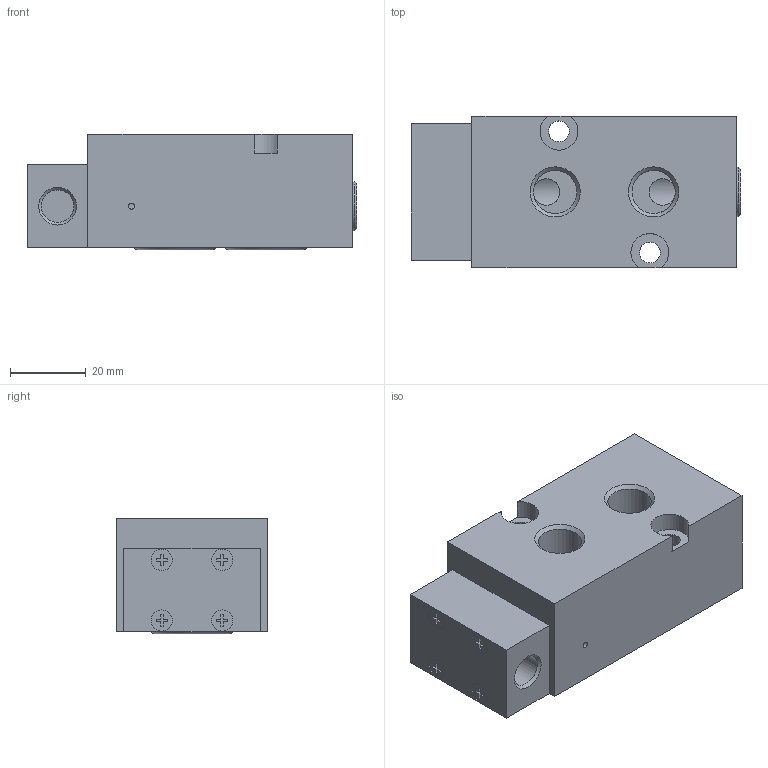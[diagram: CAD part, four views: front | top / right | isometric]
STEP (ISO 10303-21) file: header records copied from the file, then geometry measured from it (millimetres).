
FILE_DESCRIPTION(/* description */ ('Unknown'),/* implementation_level */ '2;1');
FILE_NAME(/* name */ 'PN 411 721',/* time_stamp */ '2017-09-15T14:37:59+02:00',/* author */ ('Unknown'),/* organization */ ('Unknown'),/* preprocessor_version */ 'ST-DEVELOPER v16.7',/* originating_system */ 'DEX',/* authorisation */ $);
FILE_SCHEMA (('AUTOMOTIVE_DESIGN {1 0 10303 214 3 1 1}'));
Length unit declared in the file: millimetre
Products named in the file (2): PN 411 721
Assembly tree (1 placements, depth 2):
  PN 411 721
    PN 411 721
Bounding box: 87 x 40 x 30.5 mm (x, y, z)
Volume: 601.4 mm3; surface area: 20765.8 mm2
Topology: 2 solids, 6 shells, 104 faces, 283 edges, 192 vertices
Faces by surface type: plane 75, cylinder 23, cone 4, torus 2
Full cylindrical faces by diameter (mm): 1.6 x2, 5.5 x2, 5.6 x4, 7 x2, 8.566 x2, 9 x1, 11.445 x4, 12 x1, 13 x1, 22 x2
Entity records: 3874 total; most frequent: CARTESIAN_POINT 634, DIRECTION 492, ORIENTED_EDGE 456, EDGE_CURVE 241, LINE 180, VECTOR 180, VERTEX_POINT 179, FACE_BOUND 161
